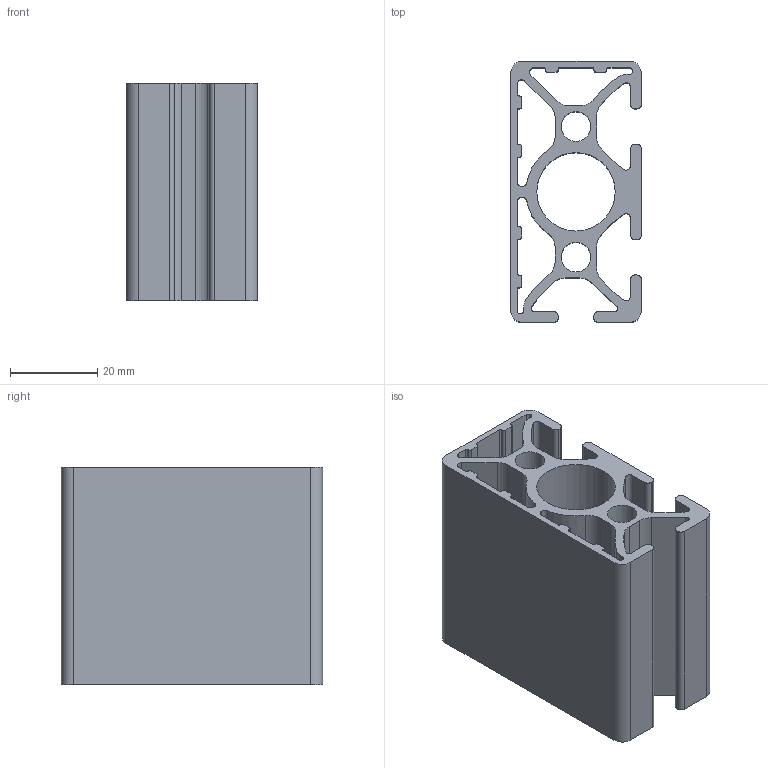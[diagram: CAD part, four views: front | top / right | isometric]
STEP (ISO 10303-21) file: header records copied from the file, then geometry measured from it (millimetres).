
FILE_DESCRIPTION (( 'STEP AP214' ), '1' );
FILE_NAME ('BASE08H0020-Profilé 8 60x30 3N90.step', '2023-03-24T09:51:09', ( 'Altae' ), ( '' ), 'SwSTEP 2.0', 'SolidWorks 2021', '' );
FILE_SCHEMA (( 'AUTOMOTIVE_DESIGN' ));
Length unit declared in the file: millimetre
Products named in the file (1): BASE08H0020-Profilé 8 60x30 3N90
Bounding box: 30 x 60 x 50 mm (x, y, z)
Volume: 32896 mm3; surface area: 29085.3 mm2
Topology: 1 solids, 1 shells, 146 faces, 432 edges, 288 vertices
Faces by surface type: cylinder 85, plane 61
Entity records: 5004 total; most frequent: DIRECTION 896, CARTESIAN_POINT 867, ORIENTED_EDGE 864, EDGE_CURVE 432, AXIS2_PLACEMENT_3D 317, VERTEX_POINT 288, VECTOR 262, LINE 262
